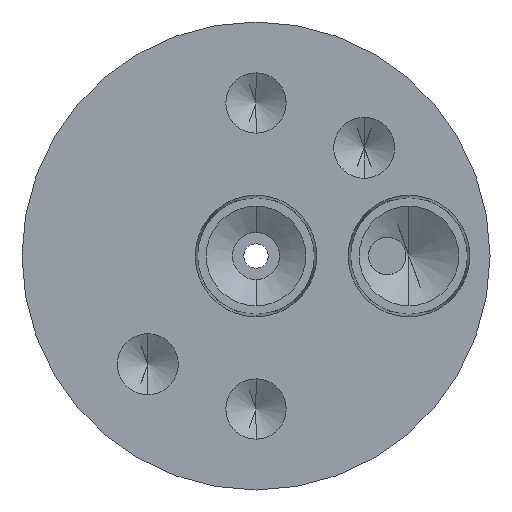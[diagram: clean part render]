
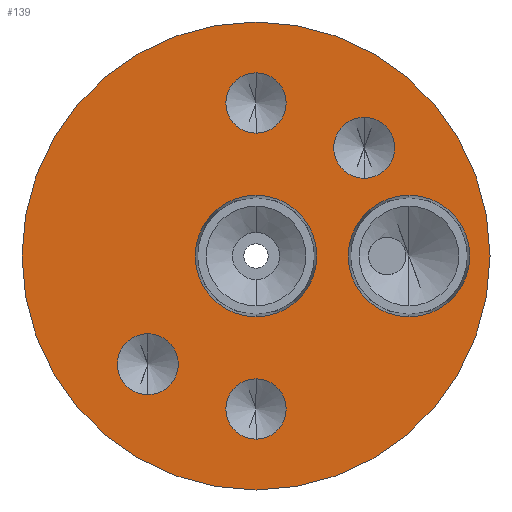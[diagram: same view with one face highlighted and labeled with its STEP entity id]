
A CAD part, front view. The second image highlights one B-rep face of the part: STEP entity #139.
In plain terms, the highlighted planar face has unit normal (0, -1, 0).
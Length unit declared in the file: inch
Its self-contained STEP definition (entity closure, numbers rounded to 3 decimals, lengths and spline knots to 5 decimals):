
#7 = DIRECTION ( 'NONE',  ( 0., 0., -1. ) ) ;
#12 = VERTEX_POINT ( 'NONE', #1521 ) ;
#19 = DIRECTION ( 'NONE',  ( 0., 0., -1. ) ) ;
#43 = CARTESIAN_POINT ( 'NONE',  ( 0., -0.625, 0.6105 ) ) ;
#48 = DIRECTION ( 'NONE',  ( 0., -1., 0. ) ) ;
#91 = EDGE_LOOP ( 'NONE', ( #1302, #2896 ) ) ;
#139 = ADVANCED_FACE ( 'NONE', ( #1602, #3578, #2238, #1055, #1036, #2175, #1944 ), #3299, .T. ) ;
#155 = CARTESIAN_POINT ( 'NONE',  ( -0.36062, -0.625, -0.46219 ) ) ;
#192 = CARTESIAN_POINT ( 'NONE',  ( 0., -0.625, 0.51 ) ) ;
#281 = CARTESIAN_POINT ( 'NONE',  ( 0., -0.625, -0.51 ) ) ;
#291 = CARTESIAN_POINT ( 'NONE',  ( -0.78, -0.625, 0. ) ) ;
#312 = DIRECTION ( 'NONE',  ( 0., 1., 0. ) ) ;
#321 = VERTEX_POINT ( 'NONE', #3648 ) ;
#390 = AXIS2_PLACEMENT_3D ( 'NONE', #1052, #1576, #3312 ) ;
#434 = AXIS2_PLACEMENT_3D ( 'NONE', #2924, #2128, #1761 ) ;
#447 = DIRECTION ( 'NONE',  ( 0., 0., -1. ) ) ;
#449 = VERTEX_POINT ( 'NONE', #2181 ) ;
#470 = CARTESIAN_POINT ( 'NONE',  ( 0.36062, -0.625, 0.36062 ) ) ;
#477 = DIRECTION ( 'NONE',  ( 0., -1., 0. ) ) ;
#492 = CARTESIAN_POINT ( 'NONE',  ( -0.36062, -0.625, -0.36062 ) ) ;
#500 = EDGE_LOOP ( 'NONE', ( #3541, #2131 ) ) ;
#526 = EDGE_CURVE ( 'NONE', #3104, #3652, #2003, .T. ) ;
#549 = CARTESIAN_POINT ( 'NONE',  ( 0., -0.625, 0.4095 ) ) ;
#578 = CARTESIAN_POINT ( 'NONE',  ( 0., -0.625, -0.78 ) ) ;
#618 = DIRECTION ( 'NONE',  ( 0., 1., 0. ) ) ;
#670 = DIRECTION ( 'NONE',  ( 0., 0., -1. ) ) ;
#724 = EDGE_CURVE ( 'NONE', #945, #3247, #2835, .T. ) ;
#737 = VERTEX_POINT ( 'NONE', #549 ) ;
#833 = CARTESIAN_POINT ( 'NONE',  ( 0., -0.625, -0.2025 ) ) ;
#846 = AXIS2_PLACEMENT_3D ( 'NONE', #867, #1424, #7 ) ;
#867 = CARTESIAN_POINT ( 'NONE',  ( 0.51, -0.625, 0. ) ) ;
#898 = DIRECTION ( 'NONE',  ( 0., 0., -1. ) ) ;
#911 = AXIS2_PLACEMENT_3D ( 'NONE', #492, #477, #3607 ) ;
#945 = VERTEX_POINT ( 'NONE', #2778 ) ;
#969 = CIRCLE ( 'NONE', #1863, 0.2025 ) ;
#1015 = EDGE_CURVE ( 'NONE', #12, #1483, #2117, .T. ) ;
#1032 = DIRECTION ( 'NONE',  ( 0., -1., 0. ) ) ;
#1034 = CIRCLE ( 'NONE', #3583, 0.1005 ) ;
#1036 = FACE_BOUND ( 'NONE', #500, .T. ) ;
#1052 = CARTESIAN_POINT ( 'NONE',  ( 0., -0.625, -0.51 ) ) ;
#1055 = FACE_BOUND ( 'NONE', #1664, .T. ) ;
#1088 = CIRCLE ( 'NONE', #3160, 0.2025 ) ;
#1153 = EDGE_CURVE ( 'NONE', #449, #1845, #1034, .T. ) ;
#1165 = DIRECTION ( 'NONE',  ( 0., -1., 0. ) ) ;
#1278 = AXIS2_PLACEMENT_3D ( 'NONE', #1431, #312, #3641 ) ;
#1293 = DIRECTION ( 'NONE',  ( 0., -1., 0. ) ) ;
#1302 = ORIENTED_EDGE ( 'NONE', *, *, #3586, .F. ) ;
#1313 = CIRCLE ( 'NONE', #434, 0.10156 ) ;
#1360 = ORIENTED_EDGE ( 'NONE', *, *, #3349, .F. ) ;
#1406 = AXIS2_PLACEMENT_3D ( 'NONE', #3141, #1734, #2613 ) ;
#1420 = DIRECTION ( 'NONE',  ( 0., 0., -1. ) ) ;
#1422 = VERTEX_POINT ( 'NONE', #155 ) ;
#1424 = DIRECTION ( 'NONE',  ( 0., -1., 0. ) ) ;
#1431 = CARTESIAN_POINT ( 'NONE',  ( 0., -0.625, 0. ) ) ;
#1470 = CARTESIAN_POINT ( 'NONE',  ( 0., -0.625, 0. ) ) ;
#1477 = ORIENTED_EDGE ( 'NONE', *, *, #3554, .F. ) ;
#1483 = VERTEX_POINT ( 'NONE', #3330 ) ;
#1485 = DIRECTION ( 'NONE',  ( 0., 0., 1. ) ) ;
#1500 = VERTEX_POINT ( 'NONE', #2713 ) ;
#1504 = CIRCLE ( 'NONE', #3577, 0.78 ) ;
#1521 = CARTESIAN_POINT ( 'NONE',  ( 0.36062, -0.625, 0.46219 ) ) ;
#1549 = EDGE_LOOP ( 'NONE', ( #3210, #1360 ) ) ;
#1576 = DIRECTION ( 'NONE',  ( 0., -1., 0. ) ) ;
#1584 = CARTESIAN_POINT ( 'NONE',  ( 0., -0.625, 0. ) ) ;
#1600 = AXIS2_PLACEMENT_3D ( 'NONE', #291, #1165, #898 ) ;
#1602 = FACE_BOUND ( 'NONE', #2017, .T. ) ;
#1606 = VERTEX_POINT ( 'NONE', #833 ) ;
#1664 = EDGE_LOOP ( 'NONE', ( #2744, #1477 ) ) ;
#1734 = DIRECTION ( 'NONE',  ( 0., -1., 0. ) ) ;
#1743 = EDGE_CURVE ( 'NONE', #1422, #321, #1313, .T. ) ;
#1761 = DIRECTION ( 'NONE',  ( 0., 0., -1. ) ) ;
#1827 = ORIENTED_EDGE ( 'NONE', *, *, #526, .F. ) ;
#1845 = VERTEX_POINT ( 'NONE', #2482 ) ;
#1863 = AXIS2_PLACEMENT_3D ( 'NONE', #1584, #2717, #2438 ) ;
#1903 = DIRECTION ( 'NONE',  ( 0., -1., 0. ) ) ;
#1916 = VERTEX_POINT ( 'NONE', #43 ) ;
#1944 = FACE_OUTER_BOUND ( 'NONE', #3437, .T. ) ;
#1971 = CARTESIAN_POINT ( 'NONE',  ( 0.36062, -0.625, 0.36062 ) ) ;
#1985 = CIRCLE ( 'NONE', #390, 0.1005 ) ;
#2001 = DIRECTION ( 'NONE',  ( 0., -1., 0. ) ) ;
#2003 = CIRCLE ( 'NONE', #1278, 0.78 ) ;
#2010 = CARTESIAN_POINT ( 'NONE',  ( 0., -0.625, 0. ) ) ;
#2017 = EDGE_LOOP ( 'NONE', ( #2640, #3089 ) ) ;
#2025 = ORIENTED_EDGE ( 'NONE', *, *, #3040, .F. ) ;
#2115 = CARTESIAN_POINT ( 'NONE',  ( 0., -0.625, 0.51 ) ) ;
#2117 = CIRCLE ( 'NONE', #2188, 0.10156 ) ;
#2128 = DIRECTION ( 'NONE',  ( 0., -1., 0. ) ) ;
#2131 = ORIENTED_EDGE ( 'NONE', *, *, #2512, .F. ) ;
#2175 = FACE_BOUND ( 'NONE', #2410, .T. ) ;
#2181 = CARTESIAN_POINT ( 'NONE',  ( 0., -0.625, -0.6105 ) ) ;
#2188 = AXIS2_PLACEMENT_3D ( 'NONE', #1971, #2869, #1420 ) ;
#2238 = FACE_BOUND ( 'NONE', #91, .T. ) ;
#2274 = EDGE_CURVE ( 'NONE', #3652, #3104, #1504, .T. ) ;
#2410 = EDGE_LOOP ( 'NONE', ( #2511, #2025 ) ) ;
#2438 = DIRECTION ( 'NONE',  ( 0., 0., -1. ) ) ;
#2450 = EDGE_CURVE ( 'NONE', #1606, #1500, #969, .T. ) ;
#2482 = CARTESIAN_POINT ( 'NONE',  ( 0., -0.625, -0.4095 ) ) ;
#2511 = ORIENTED_EDGE ( 'NONE', *, *, #2450, .F. ) ;
#2512 = EDGE_CURVE ( 'NONE', #1845, #449, #1985, .T. ) ;
#2515 = AXIS2_PLACEMENT_3D ( 'NONE', #192, #1032, #3295 ) ;
#2516 = CIRCLE ( 'NONE', #911, 0.10156 ) ;
#2523 = CARTESIAN_POINT ( 'NONE',  ( 0., -0.625, 0.78 ) ) ;
#2560 = EDGE_CURVE ( 'NONE', #737, #1916, #2817, .T. ) ;
#2576 = CIRCLE ( 'NONE', #3460, 0.10156 ) ;
#2613 = DIRECTION ( 'NONE',  ( 0., 0., -1. ) ) ;
#2640 = ORIENTED_EDGE ( 'NONE', *, *, #3260, .F. ) ;
#2713 = CARTESIAN_POINT ( 'NONE',  ( 0., -0.625, 0.2025 ) ) ;
#2717 = DIRECTION ( 'NONE',  ( 0., -1., 0. ) ) ;
#2744 = ORIENTED_EDGE ( 'NONE', *, *, #2560, .F. ) ;
#2778 = CARTESIAN_POINT ( 'NONE',  ( 0.51, -0.625, 0.20251 ) ) ;
#2817 = CIRCLE ( 'NONE', #2515, 0.1005 ) ;
#2835 = CIRCLE ( 'NONE', #1406, 0.20251 ) ;
#2869 = DIRECTION ( 'NONE',  ( 0., -1., 0. ) ) ;
#2896 = ORIENTED_EDGE ( 'NONE', *, *, #724, .F. ) ;
#2924 = CARTESIAN_POINT ( 'NONE',  ( -0.36062, -0.625, -0.36062 ) ) ;
#2974 = CIRCLE ( 'NONE', #3334, 0.1005 ) ;
#3015 = ORIENTED_EDGE ( 'NONE', *, *, #2274, .F. ) ;
#3040 = EDGE_CURVE ( 'NONE', #1500, #1606, #1088, .T. ) ;
#3089 = ORIENTED_EDGE ( 'NONE', *, *, #1015, .F. ) ;
#3098 = CIRCLE ( 'NONE', #846, 0.20251 ) ;
#3104 = VERTEX_POINT ( 'NONE', #578 ) ;
#3141 = CARTESIAN_POINT ( 'NONE',  ( 0.51, -0.625, 0. ) ) ;
#3160 = AXIS2_PLACEMENT_3D ( 'NONE', #2010, #48, #3393 ) ;
#3210 = ORIENTED_EDGE ( 'NONE', *, *, #1743, .F. ) ;
#3247 = VERTEX_POINT ( 'NONE', #3619 ) ;
#3260 = EDGE_CURVE ( 'NONE', #1483, #12, #2576, .T. ) ;
#3295 = DIRECTION ( 'NONE',  ( 0., 0., -1. ) ) ;
#3299 = PLANE ( 'NONE',  #1600 ) ;
#3312 = DIRECTION ( 'NONE',  ( 0., 0., -1. ) ) ;
#3330 = CARTESIAN_POINT ( 'NONE',  ( 0.36062, -0.625, 0.25906 ) ) ;
#3334 = AXIS2_PLACEMENT_3D ( 'NONE', #2115, #1293, #670 ) ;
#3349 = EDGE_CURVE ( 'NONE', #321, #1422, #2516, .T. ) ;
#3393 = DIRECTION ( 'NONE',  ( 0., 0., -1. ) ) ;
#3437 = EDGE_LOOP ( 'NONE', ( #3015, #1827 ) ) ;
#3460 = AXIS2_PLACEMENT_3D ( 'NONE', #470, #1903, #447 ) ;
#3541 = ORIENTED_EDGE ( 'NONE', *, *, #1153, .F. ) ;
#3554 = EDGE_CURVE ( 'NONE', #1916, #737, #2974, .T. ) ;
#3577 = AXIS2_PLACEMENT_3D ( 'NONE', #1470, #618, #1485 ) ;
#3578 = FACE_BOUND ( 'NONE', #1549, .T. ) ;
#3583 = AXIS2_PLACEMENT_3D ( 'NONE', #281, #2001, #19 ) ;
#3586 = EDGE_CURVE ( 'NONE', #3247, #945, #3098, .T. ) ;
#3607 = DIRECTION ( 'NONE',  ( 0., 0., -1. ) ) ;
#3619 = CARTESIAN_POINT ( 'NONE',  ( 0.51, -0.625, -0.20251 ) ) ;
#3641 = DIRECTION ( 'NONE',  ( 0., 0., 1. ) ) ;
#3648 = CARTESIAN_POINT ( 'NONE',  ( -0.36062, -0.625, -0.25906 ) ) ;
#3652 = VERTEX_POINT ( 'NONE', #2523 ) ;
